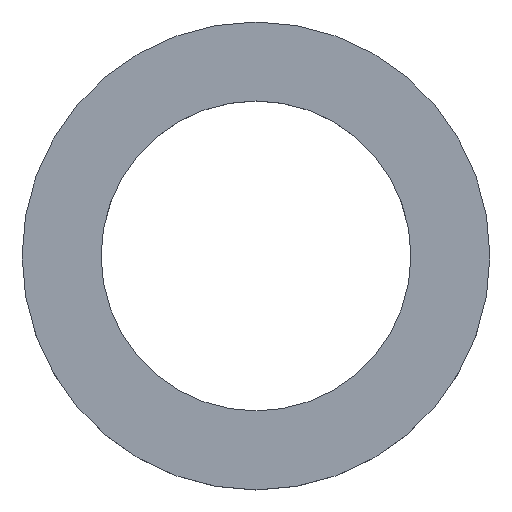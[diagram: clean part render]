
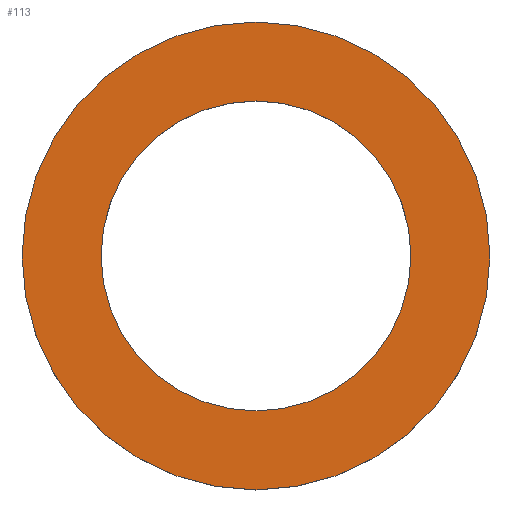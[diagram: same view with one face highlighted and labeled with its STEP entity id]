
A CAD part, top view. The second image highlights one B-rep face of the part: STEP entity #113.
In plain terms, the highlighted planar face has unit normal (0, 0, 1).
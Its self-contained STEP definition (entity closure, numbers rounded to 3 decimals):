
#5 = VERTEX_POINT ( 'NONE', #107 ) ;
#6 = DIRECTION ( 'NONE',  ( 0., 0., 1. ) ) ;
#18 = ORIENTED_EDGE ( 'NONE', *, *, #139, .T. ) ;
#21 = CIRCLE ( 'NONE', #28, 2.65 ) ;
#23 = DIRECTION ( 'NONE',  ( 1., 0., 0. ) ) ;
#24 = FACE_OUTER_BOUND ( 'NONE', #201, .T. ) ;
#28 = AXIS2_PLACEMENT_3D ( 'NONE', #179, #76, #23 ) ;
#29 = CARTESIAN_POINT ( 'NONE',  ( 0., 0., 1. ) ) ;
#30 = DIRECTION ( 'NONE',  ( 1., 0., 0. ) ) ;
#31 = VERTEX_POINT ( 'NONE', #192 ) ;
#34 = CIRCLE ( 'NONE', #90, 2.65 ) ;
#44 = DIRECTION ( 'NONE',  ( 0., 0., 1. ) ) ;
#67 = EDGE_CURVE ( 'NONE', #31, #182, #21, .T. ) ;
#69 = AXIS2_PLACEMENT_3D ( 'NONE', #175, #127, #30 ) ;
#71 = ORIENTED_EDGE ( 'NONE', *, *, #74, .F. ) ;
#74 = EDGE_CURVE ( 'NONE', #182, #31, #34, .T. ) ;
#76 = DIRECTION ( 'NONE',  ( 0., 0., 1. ) ) ;
#79 = DIRECTION ( 'NONE',  ( 0., 0., 1. ) ) ;
#90 = AXIS2_PLACEMENT_3D ( 'NONE', #99, #6, #130 ) ;
#96 = CARTESIAN_POINT ( 'NONE',  ( -2.65, 0., 1. ) ) ;
#99 = CARTESIAN_POINT ( 'NONE',  ( 0., 0., 1. ) ) ;
#107 = CARTESIAN_POINT ( 'NONE',  ( -4., 0., 1. ) ) ;
#112 = CARTESIAN_POINT ( 'NONE',  ( 4., 0., 1. ) ) ;
#113 = ADVANCED_FACE ( 'NONE', ( #24, #187 ), #144, .T. ) ;
#115 = CIRCLE ( 'NONE', #189, 4. ) ;
#120 = AXIS2_PLACEMENT_3D ( 'NONE', #200, #44, #202 ) ;
#127 = DIRECTION ( 'NONE',  ( 0., 0., 1. ) ) ;
#130 = DIRECTION ( 'NONE',  ( 1., 0., 0. ) ) ;
#139 = EDGE_CURVE ( 'NONE', #207, #5, #115, .T. ) ;
#144 = PLANE ( 'NONE',  #120 ) ;
#146 = ORIENTED_EDGE ( 'NONE', *, *, #67, .F. ) ;
#175 = CARTESIAN_POINT ( 'NONE',  ( 0., 0., 1. ) ) ;
#179 = CARTESIAN_POINT ( 'NONE',  ( 0., 0., 1. ) ) ;
#182 = VERTEX_POINT ( 'NONE', #96 ) ;
#184 = CIRCLE ( 'NONE', #69, 4. ) ;
#187 = FACE_BOUND ( 'NONE', #205, .T. ) ;
#188 = DIRECTION ( 'NONE',  ( 1., 0., 0. ) ) ;
#189 = AXIS2_PLACEMENT_3D ( 'NONE', #29, #79, #188 ) ;
#191 = EDGE_CURVE ( 'NONE', #5, #207, #184, .T. ) ;
#192 = CARTESIAN_POINT ( 'NONE',  ( 2.65, 0., 1. ) ) ;
#200 = CARTESIAN_POINT ( 'NONE',  ( 0., 0., 1. ) ) ;
#201 = EDGE_LOOP ( 'NONE', ( #210, #18 ) ) ;
#202 = DIRECTION ( 'NONE',  ( 1., 0., 0. ) ) ;
#205 = EDGE_LOOP ( 'NONE', ( #71, #146 ) ) ;
#207 = VERTEX_POINT ( 'NONE', #112 ) ;
#210 = ORIENTED_EDGE ( 'NONE', *, *, #191, .T. ) ;
